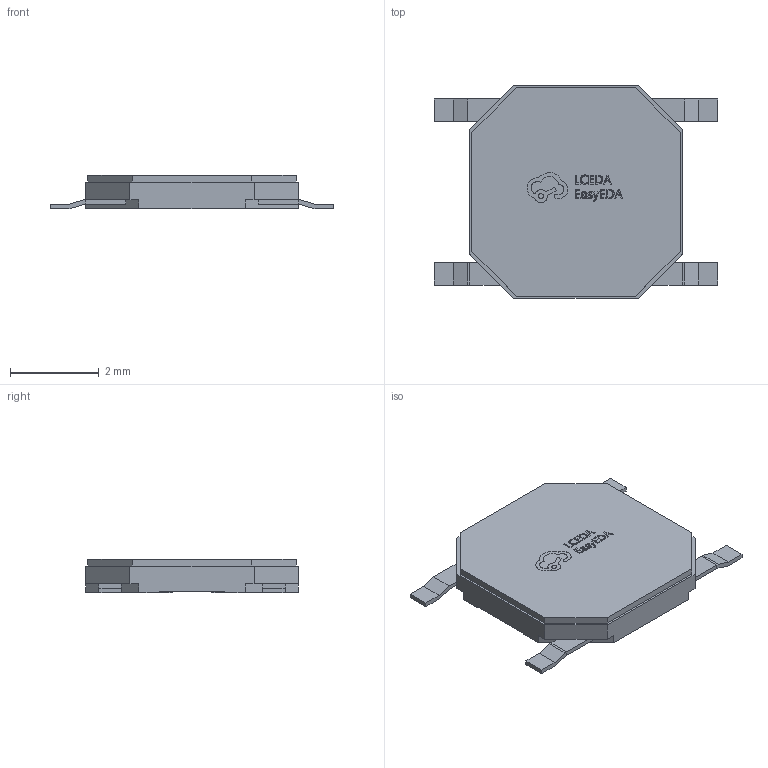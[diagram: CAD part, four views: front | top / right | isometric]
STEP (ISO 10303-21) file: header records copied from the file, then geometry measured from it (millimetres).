
FILE_DESCRIPTION (( 'STEP AP214' ), '1' );
FILE_NAME ('KEY-SMD_4P-L4.8-W4.8-P3.70-LS6.4-TL.step', '2022-07-02T15:04:37', ( '' ), ( '' ), 'SwSTEP 2.0', 'SolidWorks 2020', '' );
FILE_SCHEMA (( 'AUTOMOTIVE_DESIGN' ));
Length unit declared in the file: millimetre
Products named in the file (1): KEY-SMD_4P-L4.8-W4.8-P3.70-LS6.4-TL
Bounding box: 6.4 x 4.8 x 0.75 mm (x, y, z)
Volume: 15.6 mm3; surface area: 102.8 mm2
Topology: 8 solids, 8 shells, 375 faces, 999 edges, 666 vertices
Faces by surface type: plane 263, bspline 112
Entity records: 16320 total; most frequent: CARTESIAN_POINT 4145, ORIENTED_EDGE 1998, DIRECTION 1299, EDGE_CURVE 999, LINE 771, VECTOR 771, VERTEX_POINT 666, EDGE_LOOP 401
